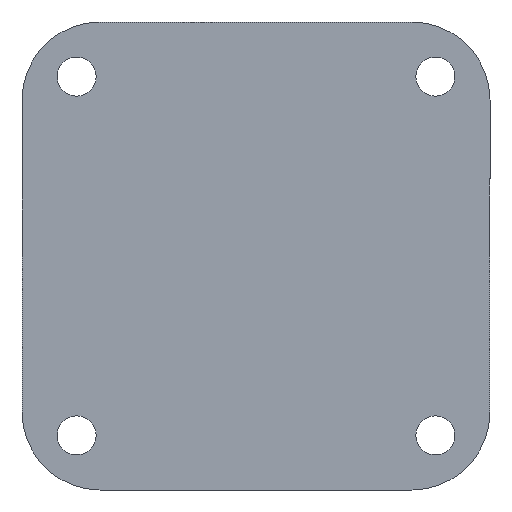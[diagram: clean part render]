
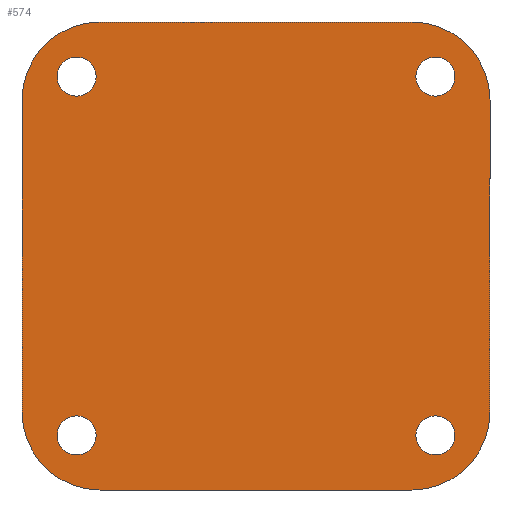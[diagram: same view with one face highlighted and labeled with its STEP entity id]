
A CAD part, front view. The second image highlights one B-rep face of the part: STEP entity #574.
In plain terms, the highlighted planar face has unit normal (0, -1, 0).
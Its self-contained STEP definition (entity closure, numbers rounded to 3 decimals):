
#11 = CARTESIAN_POINT ( 'NONE',  ( 20., 0., 30. ) ) ;
#14 = VERTEX_POINT ( 'NONE', #132 ) ;
#26 = AXIS2_PLACEMENT_3D ( 'NONE', #346, #597, #250 ) ;
#28 = CIRCLE ( 'NONE', #504, 10. ) ;
#32 = ORIENTED_EDGE ( 'NONE', *, *, #185, .F. ) ;
#36 = DIRECTION ( 'NONE',  ( 0., 0., 1. ) ) ;
#37 = CARTESIAN_POINT ( 'NONE',  ( 23., 0., -23. ) ) ;
#41 = VERTEX_POINT ( 'NONE', #575 ) ;
#60 = AXIS2_PLACEMENT_3D ( 'NONE', #510, #201, #461 ) ;
#61 = CIRCLE ( 'NONE', #599, 2.5 ) ;
#63 = EDGE_LOOP ( 'NONE', ( #103, #349 ) ) ;
#64 = CIRCLE ( 'NONE', #122, 2.5 ) ;
#65 = EDGE_CURVE ( 'NONE', #523, #618, #74, .T. ) ;
#66 = DIRECTION ( 'NONE',  ( 0., 1., 0. ) ) ;
#70 = EDGE_CURVE ( 'NONE', #307, #14, #166, .T. ) ;
#74 = LINE ( 'NONE', #538, #522 ) ;
#75 = EDGE_LOOP ( 'NONE', ( #80, #516 ) ) ;
#77 = ORIENTED_EDGE ( 'NONE', *, *, #352, .T. ) ;
#78 = CARTESIAN_POINT ( 'NONE',  ( 23., 0., -20.5 ) ) ;
#79 = DIRECTION ( 'NONE',  ( 0., 1., 0. ) ) ;
#80 = ORIENTED_EDGE ( 'NONE', *, *, #285, .T. ) ;
#84 = AXIS2_PLACEMENT_3D ( 'NONE', #169, #164, #161 ) ;
#86 = FACE_BOUND ( 'NONE', #152, .T. ) ;
#88 = DIRECTION ( 'NONE',  ( 0., 0., 1. ) ) ;
#99 = FACE_BOUND ( 'NONE', #460, .T. ) ;
#100 = CIRCLE ( 'NONE', #287, 2.5 ) ;
#103 = ORIENTED_EDGE ( 'NONE', *, *, #592, .T. ) ;
#113 = CARTESIAN_POINT ( 'NONE',  ( -20., 0., 20. ) ) ;
#115 = EDGE_CURVE ( 'NONE', #14, #307, #64, .T. ) ;
#116 = DIRECTION ( 'NONE',  ( 0., 0., 1. ) ) ;
#122 = AXIS2_PLACEMENT_3D ( 'NONE', #345, #547, #195 ) ;
#125 = VERTEX_POINT ( 'NONE', #11 ) ;
#126 = DIRECTION ( 'NONE',  ( 0., 1., 0. ) ) ;
#129 = VERTEX_POINT ( 'NONE', #249 ) ;
#132 = CARTESIAN_POINT ( 'NONE',  ( -23., 0., -25.5 ) ) ;
#151 = VERTEX_POINT ( 'NONE', #495 ) ;
#152 = EDGE_LOOP ( 'NONE', ( #77, #167 ) ) ;
#154 = ORIENTED_EDGE ( 'NONE', *, *, #311, .F. ) ;
#158 = CARTESIAN_POINT ( 'NONE',  ( -30., 0., -20. ) ) ;
#161 = DIRECTION ( 'NONE',  ( 0., 0., 1. ) ) ;
#163 = LINE ( 'NONE', #591, #274 ) ;
#164 = DIRECTION ( 'NONE',  ( 0., 1., 0. ) ) ;
#165 = ORIENTED_EDGE ( 'NONE', *, *, #115, .T. ) ;
#166 = CIRCLE ( 'NONE', #26, 2.5 ) ;
#167 = ORIENTED_EDGE ( 'NONE', *, *, #487, .T. ) ;
#169 = CARTESIAN_POINT ( 'NONE',  ( 23., 0., 23. ) ) ;
#175 = DIRECTION ( 'NONE',  ( 0., 0., -1. ) ) ;
#179 = EDGE_CURVE ( 'NONE', #230, #41, #464, .T. ) ;
#184 = AXIS2_PLACEMENT_3D ( 'NONE', #271, #368, #215 ) ;
#185 = EDGE_CURVE ( 'NONE', #202, #125, #163, .T. ) ;
#190 = VERTEX_POINT ( 'NONE', #606 ) ;
#192 = CARTESIAN_POINT ( 'NONE',  ( -20., 0., -30. ) ) ;
#195 = DIRECTION ( 'NONE',  ( 0., 0., 1. ) ) ;
#197 = ORIENTED_EDGE ( 'NONE', *, *, #476, .F. ) ;
#201 = DIRECTION ( 'NONE',  ( 0., 1., 0. ) ) ;
#202 = VERTEX_POINT ( 'NONE', #506 ) ;
#212 = DIRECTION ( 'NONE',  ( 0., 0., 1. ) ) ;
#215 = DIRECTION ( 'NONE',  ( 0., 0., -1. ) ) ;
#224 = EDGE_CURVE ( 'NONE', #125, #523, #561, .T. ) ;
#229 = DIRECTION ( 'NONE',  ( 0., 1., 0. ) ) ;
#230 = VERTEX_POINT ( 'NONE', #603 ) ;
#241 = CIRCLE ( 'NONE', #243, 2.5 ) ;
#243 = AXIS2_PLACEMENT_3D ( 'NONE', #37, #229, #577 ) ;
#248 = CIRCLE ( 'NONE', #297, 10. ) ;
#249 = CARTESIAN_POINT ( 'NONE',  ( 23., 0., 20.5 ) ) ;
#250 = DIRECTION ( 'NONE',  ( 0., 0., 1. ) ) ;
#257 = CARTESIAN_POINT ( 'NONE',  ( -23., 0., -20.5 ) ) ;
#263 = AXIS2_PLACEMENT_3D ( 'NONE', #480, #623, #88 ) ;
#270 = FACE_BOUND ( 'NONE', #75, .T. ) ;
#271 = CARTESIAN_POINT ( 'NONE',  ( 20., 0., -20. ) ) ;
#274 = VECTOR ( 'NONE', #555, 1000. ) ;
#277 = ORIENTED_EDGE ( 'NONE', *, *, #595, .F. ) ;
#281 = CARTESIAN_POINT ( 'NONE',  ( -20., 0., -20. ) ) ;
#285 = EDGE_CURVE ( 'NONE', #190, #563, #61, .T. ) ;
#286 = FACE_OUTER_BOUND ( 'NONE', #447, .T. ) ;
#287 = AXIS2_PLACEMENT_3D ( 'NONE', #426, #79, #524 ) ;
#295 = VERTEX_POINT ( 'NONE', #353 ) ;
#297 = AXIS2_PLACEMENT_3D ( 'NONE', #281, #126, #175 ) ;
#307 = VERTEX_POINT ( 'NONE', #257 ) ;
#308 = VERTEX_POINT ( 'NONE', #158 ) ;
#309 = DIRECTION ( 'NONE',  ( 0., 0., -1. ) ) ;
#311 = EDGE_CURVE ( 'NONE', #319, #202, #28, .T. ) ;
#312 = FACE_BOUND ( 'NONE', #63, .T. ) ;
#319 = VERTEX_POINT ( 'NONE', #454 ) ;
#321 = DIRECTION ( 'NONE',  ( 0., 1., 0. ) ) ;
#326 = PLANE ( 'NONE',  #621 ) ;
#339 = EDGE_CURVE ( 'NONE', #563, #190, #100, .T. ) ;
#345 = CARTESIAN_POINT ( 'NONE',  ( -23., 0., -23. ) ) ;
#346 = CARTESIAN_POINT ( 'NONE',  ( -23., 0., -23. ) ) ;
#349 = ORIENTED_EDGE ( 'NONE', *, *, #513, .T. ) ;
#352 = EDGE_CURVE ( 'NONE', #129, #295, #361, .T. ) ;
#353 = CARTESIAN_POINT ( 'NONE',  ( 23., 0., 25.5 ) ) ;
#357 = ORIENTED_EDGE ( 'NONE', *, *, #65, .F. ) ;
#361 = CIRCLE ( 'NONE', #84, 2.5 ) ;
#365 = CARTESIAN_POINT ( 'NONE',  ( -30., 0., 20. ) ) ;
#368 = DIRECTION ( 'NONE',  ( 0., 1., 0. ) ) ;
#374 = ORIENTED_EDGE ( 'NONE', *, *, #70, .T. ) ;
#380 = CARTESIAN_POINT ( 'NONE',  ( 23., 0., 23. ) ) ;
#394 = DIRECTION ( 'NONE',  ( 0., 0., -1. ) ) ;
#399 = VERTEX_POINT ( 'NONE', #78 ) ;
#403 = CIRCLE ( 'NONE', #607, 2.5 ) ;
#404 = VECTOR ( 'NONE', #212, 1000. ) ;
#409 = LINE ( 'NONE', #365, #404 ) ;
#410 = VECTOR ( 'NONE', #550, 1000. ) ;
#415 = CARTESIAN_POINT ( 'NONE',  ( -23., 0., 23. ) ) ;
#421 = ORIENTED_EDGE ( 'NONE', *, *, #179, .F. ) ;
#426 = CARTESIAN_POINT ( 'NONE',  ( -23., 0., 23. ) ) ;
#445 = CIRCLE ( 'NONE', #263, 2.5 ) ;
#447 = EDGE_LOOP ( 'NONE', ( #544, #32, #154, #466, #277, #421, #197, #357 ) ) ;
#454 = CARTESIAN_POINT ( 'NONE',  ( -30., 0., 20. ) ) ;
#456 = EDGE_CURVE ( 'NONE', #308, #319, #409, .T. ) ;
#460 = EDGE_LOOP ( 'NONE', ( #165, #374 ) ) ;
#461 = DIRECTION ( 'NONE',  ( 0., 0., 1. ) ) ;
#464 = LINE ( 'NONE', #192, #410 ) ;
#466 = ORIENTED_EDGE ( 'NONE', *, *, #456, .F. ) ;
#476 = EDGE_CURVE ( 'NONE', #618, #230, #511, .T. ) ;
#480 = CARTESIAN_POINT ( 'NONE',  ( 23., 0., -23. ) ) ;
#487 = EDGE_CURVE ( 'NONE', #295, #129, #403, .T. ) ;
#495 = CARTESIAN_POINT ( 'NONE',  ( 23., 0., -25.5 ) ) ;
#504 = AXIS2_PLACEMENT_3D ( 'NONE', #113, #512, #309 ) ;
#506 = CARTESIAN_POINT ( 'NONE',  ( -20., 0., 30. ) ) ;
#510 = CARTESIAN_POINT ( 'NONE',  ( 20., 0., 20. ) ) ;
#511 = CIRCLE ( 'NONE', #184, 10. ) ;
#512 = DIRECTION ( 'NONE',  ( 0., 1., 0. ) ) ;
#513 = EDGE_CURVE ( 'NONE', #399, #151, #445, .T. ) ;
#516 = ORIENTED_EDGE ( 'NONE', *, *, #339, .T. ) ;
#522 = VECTOR ( 'NONE', #394, 1000. ) ;
#523 = VERTEX_POINT ( 'NONE', #528 ) ;
#524 = DIRECTION ( 'NONE',  ( 0., 0., 1. ) ) ;
#528 = CARTESIAN_POINT ( 'NONE',  ( 30., 0., 20. ) ) ;
#534 = CARTESIAN_POINT ( 'NONE',  ( 20., 0., 20. ) ) ;
#538 = CARTESIAN_POINT ( 'NONE',  ( 30., 0., 20. ) ) ;
#544 = ORIENTED_EDGE ( 'NONE', *, *, #224, .F. ) ;
#547 = DIRECTION ( 'NONE',  ( 0., 1., 0. ) ) ;
#550 = DIRECTION ( 'NONE',  ( -1., 0., 0. ) ) ;
#555 = DIRECTION ( 'NONE',  ( 1., 0., 0. ) ) ;
#561 = CIRCLE ( 'NONE', #60, 10. ) ;
#563 = VERTEX_POINT ( 'NONE', #569 ) ;
#569 = CARTESIAN_POINT ( 'NONE',  ( -23., 0., 25.5 ) ) ;
#574 = ADVANCED_FACE ( 'NONE', ( #286, #99, #312, #270, #86 ), #326, .F. ) ;
#575 = CARTESIAN_POINT ( 'NONE',  ( -20., 0., -30. ) ) ;
#577 = DIRECTION ( 'NONE',  ( 0., 0., 1. ) ) ;
#591 = CARTESIAN_POINT ( 'NONE',  ( -20., 0., 30. ) ) ;
#592 = EDGE_CURVE ( 'NONE', #151, #399, #241, .T. ) ;
#595 = EDGE_CURVE ( 'NONE', #41, #308, #248, .T. ) ;
#597 = DIRECTION ( 'NONE',  ( 0., 1., 0. ) ) ;
#599 = AXIS2_PLACEMENT_3D ( 'NONE', #415, #66, #116 ) ;
#603 = CARTESIAN_POINT ( 'NONE',  ( 20., 0., -30. ) ) ;
#606 = CARTESIAN_POINT ( 'NONE',  ( -23., 0., 20.5 ) ) ;
#607 = AXIS2_PLACEMENT_3D ( 'NONE', #380, #321, #36 ) ;
#618 = VERTEX_POINT ( 'NONE', #627 ) ;
#621 = AXIS2_PLACEMENT_3D ( 'NONE', #534, #626, #631 ) ;
#623 = DIRECTION ( 'NONE',  ( 0., 1., 0. ) ) ;
#626 = DIRECTION ( 'NONE',  ( 0., 1., 0. ) ) ;
#627 = CARTESIAN_POINT ( 'NONE',  ( 30., 0., -20. ) ) ;
#631 = DIRECTION ( 'NONE',  ( 0., 0., 1. ) ) ;
